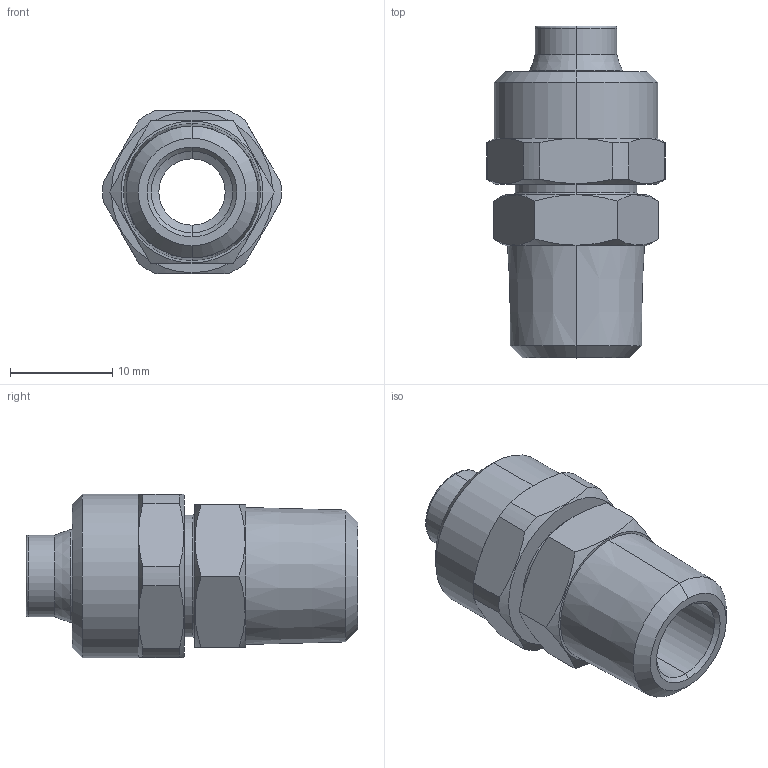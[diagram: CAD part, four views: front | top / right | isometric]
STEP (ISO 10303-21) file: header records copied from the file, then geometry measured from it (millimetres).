
FILE_DESCRIPTION (( 'STEP AP203' ), '1' );
FILE_NAME ('02010052.STEP', '2011-09-05T14:44:51', ( '' ), ( 'sopra-pneumatic' ), 'SwSTEP 2.0', 'SolidWorks 2011', '' );
FILE_SCHEMA (( 'CONFIG_CONTROL_DESIGN' ));
Length unit declared in the file: millimetre
Products named in the file (1): 02010052
Bounding box: 17.49 x 32.5 x 16 mm (x, y, z)
Volume: 3558.4 mm3; surface area: 2610 mm2
Topology: 1 solids, 1 shells, 71 faces, 162 edges, 98 vertices
Faces by surface type: cone 28, cylinder 20, plane 19, torus 4
Entity records: 2233 total; most frequent: CARTESIAN_POINT 568, DIRECTION 342, ORIENTED_EDGE 324, EDGE_CURVE 162, AXIS2_PLACEMENT_3D 144, VERTEX_POINT 98, EDGE_LOOP 78, CIRCLE 72
